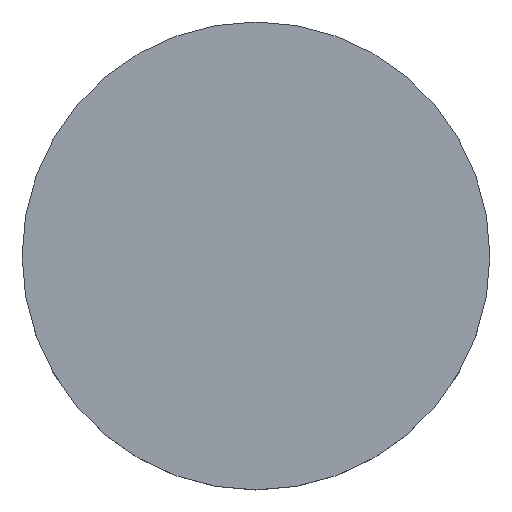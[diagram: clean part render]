
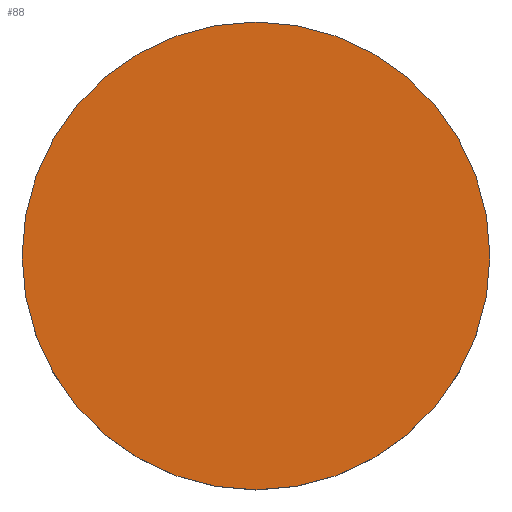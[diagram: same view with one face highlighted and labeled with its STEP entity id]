
A CAD part, top view. The second image highlights one B-rep face of the part: STEP entity #88.
In plain terms, the highlighted planar face has unit normal (0, 0, 1).
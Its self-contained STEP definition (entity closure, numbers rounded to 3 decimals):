
#11 = DIRECTION ( 'NONE',  ( 1., 0., 0. ) ) ;
#19 = AXIS2_PLACEMENT_3D ( 'NONE', #29, #40, #101 ) ;
#24 = EDGE_LOOP ( 'NONE', ( #122, #92 ) ) ;
#29 = CARTESIAN_POINT ( 'NONE',  ( 0., 0., 0.35 ) ) ;
#32 = CIRCLE ( 'NONE', #19, 2.5 ) ;
#39 = EDGE_CURVE ( 'NONE', #99, #111, #82, .T. ) ;
#40 = DIRECTION ( 'NONE',  ( 0., 0., 1. ) ) ;
#45 = CARTESIAN_POINT ( 'NONE',  ( 0., 0., 0.35 ) ) ;
#49 = CARTESIAN_POINT ( 'NONE',  ( 2.5, 0., 0.35 ) ) ;
#50 = CARTESIAN_POINT ( 'NONE',  ( -2.5, 0., 0.35 ) ) ;
#60 = FACE_OUTER_BOUND ( 'NONE', #24, .T. ) ;
#76 = AXIS2_PLACEMENT_3D ( 'NONE', #125, #79, #11 ) ;
#79 = DIRECTION ( 'NONE',  ( 0., 0., 1. ) ) ;
#82 = CIRCLE ( 'NONE', #102, 2.5 ) ;
#88 = ADVANCED_FACE ( 'NONE', ( #60 ), #138, .T. ) ;
#92 = ORIENTED_EDGE ( 'NONE', *, *, #121, .T. ) ;
#93 = DIRECTION ( 'NONE',  ( 0., 0., 1. ) ) ;
#99 = VERTEX_POINT ( 'NONE', #50 ) ;
#101 = DIRECTION ( 'NONE',  ( 1., 0., 0. ) ) ;
#102 = AXIS2_PLACEMENT_3D ( 'NONE', #45, #93, #108 ) ;
#108 = DIRECTION ( 'NONE',  ( 1., 0., 0. ) ) ;
#111 = VERTEX_POINT ( 'NONE', #49 ) ;
#121 = EDGE_CURVE ( 'NONE', #111, #99, #32, .T. ) ;
#122 = ORIENTED_EDGE ( 'NONE', *, *, #39, .T. ) ;
#125 = CARTESIAN_POINT ( 'NONE',  ( 0., 0., 0.35 ) ) ;
#138 = PLANE ( 'NONE',  #76 ) ;
